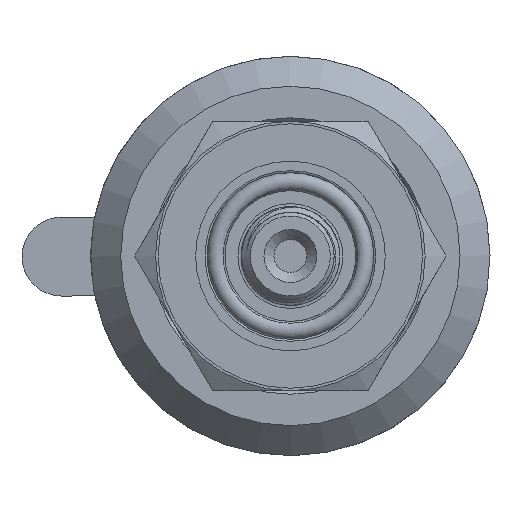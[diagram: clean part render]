
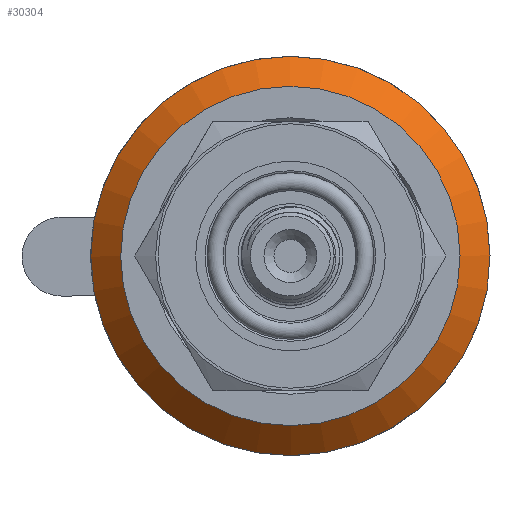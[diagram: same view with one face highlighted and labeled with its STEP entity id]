
A CAD part, left-side view. The second image highlights one B-rep face of the part: STEP entity #30304.
In plain terms, the highlighted conical face has half-angle 45 degrees and reference radius 18.5 mm.
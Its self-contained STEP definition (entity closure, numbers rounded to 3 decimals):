
#1707=CONICAL_SURFACE('',#32042,18.5,0.785);
#2340=FACE_OUTER_BOUND('',#4073,.T.);
#4073=EDGE_LOOP('',(#23416,#23417,#23418,#23419));
#5482=CIRCLE('',#32041,20.);
#5483=CIRCLE('',#32043,17.);
#7478=LINE('',#57265,#10420);
#10420=VECTOR('',#35367,18.5);
#13738=VERTEX_POINT('',#57260);
#13739=VERTEX_POINT('',#57264);
#17296=EDGE_CURVE('',#13738,#13738,#5482,.T.);
#17297=EDGE_CURVE('',#13738,#13739,#7478,.T.);
#17298=EDGE_CURVE('',#13739,#13739,#5483,.T.);
#23416=ORIENTED_EDGE('',*,*,#17296,.F.);
#23417=ORIENTED_EDGE('',*,*,#17297,.T.);
#23418=ORIENTED_EDGE('',*,*,#17298,.T.);
#23419=ORIENTED_EDGE('',*,*,#17297,.F.);
#30304=ADVANCED_FACE('',(#2340),#1707,.T.);
#32041=AXIS2_PLACEMENT_3D('',#57262,#35363,#35364);
#32042=AXIS2_PLACEMENT_3D('',#57263,#35365,#35366);
#32043=AXIS2_PLACEMENT_3D('',#57266,#35368,#35369);
#35363=DIRECTION('center_axis',(-1.,0.,0.));
#35364=DIRECTION('ref_axis',(0.,0.,
-1.));
#35365=DIRECTION('center_axis',(-1.,0.,0.));
#35366=DIRECTION('ref_axis',(0.,-1.,0.));
#35367=DIRECTION('',(0.707,-0.707,0.));
#35368=DIRECTION('center_axis',(-1.,0.,0.));
#35369=DIRECTION('ref_axis',(0.,0.,
-1.));
#57260=CARTESIAN_POINT('',(21.,20.,0.));
#57262=CARTESIAN_POINT('Origin',(21.,0.,0.));
#57263=CARTESIAN_POINT('Origin',(22.5,0.,0.));
#57264=CARTESIAN_POINT('',(24.,17.,0.));
#57265=CARTESIAN_POINT('',(22.5,18.5,0.));
#57266=CARTESIAN_POINT('Origin',(24.,0.,0.));
